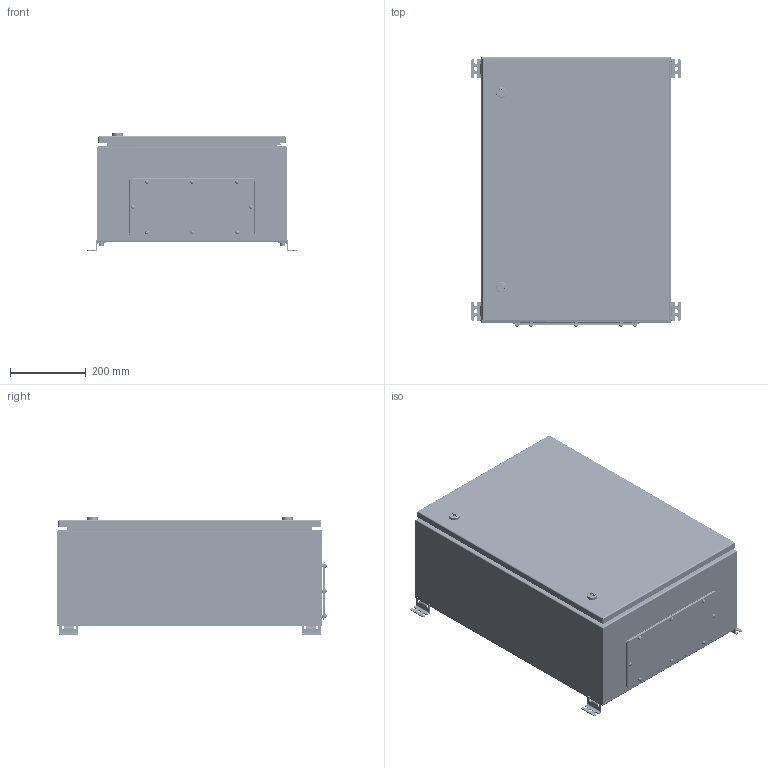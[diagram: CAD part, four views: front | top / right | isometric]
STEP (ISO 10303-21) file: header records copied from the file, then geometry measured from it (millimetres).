
FILE_DESCRIPTION (( 'STEP AP214' ), '1' );
FILE_NAME ('21.050.070.28.STEP', '2024-07-24T10:33:53', ( '' ), ( '' ), 'SwSTEP 2.0', 'SolidWorks 2021', '' );
FILE_SCHEMA (( 'AUTOMOTIVE_DESIGN' ));
Length unit declared in the file: millimetre
Products named in the file (34): Ðåçèíêà øàðíèðà; Ïðàâàÿ ñòåíêà H700D280; Ïðîôèëü äâåðíîé H700; 昑 W500H700; 螺母_1; Ïðîêëàäêà êðûøêè ÄÌ W330D150; 剒蜲錪_30403583_MESAN; 471.100 Íàñòåííîå êðåïëåíèå; 署赅 W330D150; Øïèëüêà ïðèâàðíàÿ Ì6õ16; Ïåòëÿ ùèòîâàÿ ïðèâàðíàÿ; Áîëò Ì6õ10 ñ øåñòèãðàííîé ãîëîâêîé ñ ïðåññøàéáîé; Øïèëüêà ïðèâàðíàÿ Ì6õ25; 嵑謺麃; 小頭螺絲_1; 妈眚 DIN 912-󋔊0-Zn; Âòóëêà øàðíèðà; ﾇ瑟鶴 MS-705-3D; 昢膼碴鍣 膰豵鵨 W500H700D280; 鎖芯_1; Çàêëåïêà ðåçüáîâàÿ Ì8 øåñòèãðàííàÿ ñ óìåíüøåííûì áîðòîì; 鐵墊圈_1; 墊片_1; Äâåðíîå ïîëîòíî W500H700; Äâåðü W500H700; 扻豵鵨 W500H700D280; Ãàéêà M6 DIN6923.step; Ëåâàÿ ñòåíêà H700D280; Âèíò DIN 967 Ì5õ16 ñ ïîëóêðóãëîé ãîëîâêîé ñ êðåñòîîáðàçíûì øëèöåì; Çàêëåïêà ðåçüáîâàÿ Ì5 øåñòèãðàííàÿ ñ óìåíüøåííûì áîðòîì; 主體_1; 嵑謺麃 瀁蠉澼鍣 094; Ãàñêåòèíã äâåðè W500H700; 21.050.070.28
Assembly tree (75 placements, depth 4):
  21.050.070.28
    昢膼碴鍣 膰豵鵨 W500H700D280
      扻豵鵨 W500H700D280
      Ïðàâàÿ ñòåíêà H700D280
      Ëåâàÿ ñòåíêà H700D280
      Øïèëüêà ïðèâàðíàÿ Ì6õ16  x4
      Øïèëüêà ïðèâàðíàÿ Ì6õ25  x4
      Çàêëåïêà ðåçüáîâàÿ Ì8 øåñòèãðàííàÿ ñ óìåíüøåííûì áîðòîì  x4
      Çàêëåïêà ðåçüáîâàÿ Ì5 øåñòèãðàííàÿ ñ óìåíüøåííûì áîðòîì  x8
    Äâåðü W500H700
      Äâåðíîå ïîëîòíî W500H700
      Ãàñêåòèíã äâåðè W500H700
      Ïðîôèëü äâåðíîé H700  x2
      Øïèëüêà ïðèâàðíàÿ Ì6õ16  x2
      Ïåòëÿ ùèòîâàÿ ïðèâàðíàÿ  x2
      ﾇ瑟鶴 MS-705-3D  x2
        主體_1
        鎖芯_1
        墊片_1
        螺母_1
        鐵墊圈_1
        小頭螺絲_1
        剒蜲錪_30403583_MESAN
    昑 W500H700
    署赅 W330D150
    Ïðîêëàäêà êðûøêè ÄÌ W330D150
    Âèíò DIN 967 Ì5õ16 ñ ïîëóêðóãëîé ãîëîâêîé ñ êðåñòîîáðàçíûì øëèöåì  x8
    嵑謺麃 瀁蠉澼鍣 094  x2
      嵑謺麃
      Âòóëêà øàðíèðà
      Ðåçèíêà øàðíèðà
    Áîëò Ì6õ10 ñ øåñòèãðàííîé ãîëîâêîé ñ ïðåññøàéáîé  x4
    471.100 Íàñòåííîå êðåïëåíèå  x4
    妈眚 DIN 912-󋔊0-Zn  x4
    Ãàéêà M6 DIN6923.step  x4
Bounding box: 552 x 711.09 x 311.4 mm (x, y, z)
Volume: 3031639.4 mm3; surface area: 3903766.2 mm2
Topology: 80 solids, 80 shells, 3931 faces, 10072 edges, 6343 vertices
Faces by surface type: plane 1539, cylinder 1510, bspline 464, cone 246, torus 136, sphere 36
Entity records: 71790 total; most frequent: CARTESIAN_POINT 27487, ORIENTED_EDGE 8414, DIRECTION 7046, EDGE_CURVE 4207, VERTEX_POINT 2660, AXIS2_PLACEMENT_3D 2465, LINE 2116, VECTOR 2116
